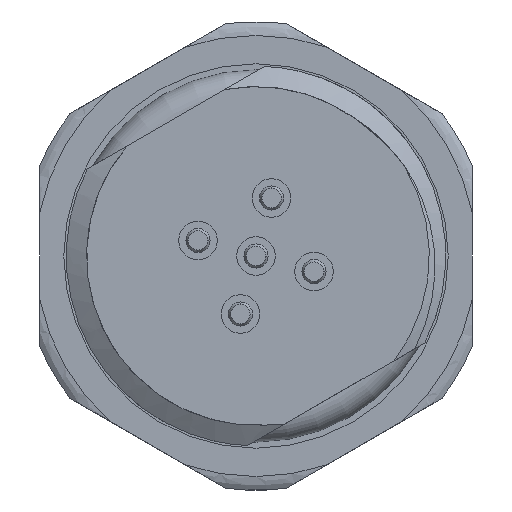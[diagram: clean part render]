
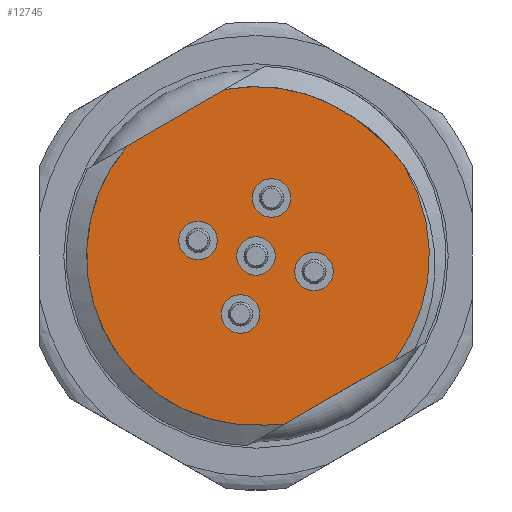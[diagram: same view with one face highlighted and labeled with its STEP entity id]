
A CAD part, front view. The second image highlights one B-rep face of the part: STEP entity #12745.
In plain terms, the highlighted planar face has unit normal (0, -1, 0).
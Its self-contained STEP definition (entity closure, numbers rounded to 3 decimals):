
#4377=CARTESIAN_POINT('',(0.,-8.,0.));
#4378=DIRECTION('',(0.,-1.,0.));
#4379=DIRECTION('',(0.585,0.,0.811));
#4380=AXIS2_PLACEMENT_3D('',#4377,#4378,#4379);
#4534=CARTESIAN_POINT('',(0.,-8.,0.));
#4535=DIRECTION('',(0.,-1.,0.));
#4536=DIRECTION('',(-0.759,0.,0.651));
#4537=AXIS2_PLACEMENT_3D('',#4534,#4535,#4536);
#4566=CARTESIAN_POINT('',(0.,-8.,0.));
#4567=DIRECTION('',(0.,1.,0.));
#4568=DIRECTION('',(0.858,0.,0.514));
#4569=AXIS2_PLACEMENT_3D('',#4566,#4567,#4568);
#4571=DIRECTION('',(0.866,0.,0.5));
#4572=VECTOR('',#4571,4.682);
#4573=CARTESIAN_POINT('',(-5.352,-8.,4.589));
#4574=LINE('',#4573,#4572);
#4575=DIRECTION('',(-0.866,0.,-0.5));
#4576=VECTOR('',#4575,5.284);
#4577=CARTESIAN_POINT('',(5.755,-8.,-4.356));
#4578=LINE('',#4577,#4576);
#4579=CARTESIAN_POINT('',(-0.647,-8.,-2.415));
#4580=DIRECTION('',(0.,-1.,0.));
#4581=DIRECTION('',(0.,0.,1.));
#4582=AXIS2_PLACEMENT_3D('',#4579,#4580,#4581);
#4584=CARTESIAN_POINT('',(-0.647,-8.,-2.415));
#4585=DIRECTION('',(0.,-1.,0.));
#4586=DIRECTION('',(0.,0.,-1.));
#4587=AXIS2_PLACEMENT_3D('',#4584,#4585,#4586);
#4653=CARTESIAN_POINT('',(-2.415,-8.,0.647));
#4654=DIRECTION('',(0.,-1.,0.));
#4655=DIRECTION('',(1.,0.,0.));
#4656=AXIS2_PLACEMENT_3D('',#4653,#4654,#4655);
#4658=CARTESIAN_POINT('',(-2.415,-8.,0.647));
#4659=DIRECTION('',(0.,-1.,0.));
#4660=DIRECTION('',(-1.,0.,0.));
#4661=AXIS2_PLACEMENT_3D('',#4658,#4659,#4660);
#4727=CARTESIAN_POINT('',(0.647,-8.,2.415));
#4728=DIRECTION('',(0.,-1.,0.));
#4729=DIRECTION('',(0.,0.,-1.));
#4730=AXIS2_PLACEMENT_3D('',#4727,#4728,#4729);
#4732=CARTESIAN_POINT('',(0.647,-8.,2.415));
#4733=DIRECTION('',(0.,-1.,0.));
#4734=DIRECTION('',(0.,0.,1.));
#4735=AXIS2_PLACEMENT_3D('',#4732,#4733,#4734);
#4801=CARTESIAN_POINT('',(2.415,-8.,-0.647));
#4802=DIRECTION('',(0.,-1.,0.));
#4803=DIRECTION('',(-1.,0.,0.));
#4804=AXIS2_PLACEMENT_3D('',#4801,#4802,#4803);
#4806=CARTESIAN_POINT('',(2.415,-8.,-0.647));
#4807=DIRECTION('',(0.,-1.,0.));
#4808=DIRECTION('',(1.,0.,0.));
#4809=AXIS2_PLACEMENT_3D('',#4806,#4807,#4808);
#4875=CARTESIAN_POINT('',(0.,-8.,0.));
#4876=DIRECTION('',(0.,-1.,0.));
#4877=DIRECTION('',(-1.,0.,0.));
#4878=AXIS2_PLACEMENT_3D('',#4875,#4876,#4877);
#4880=CARTESIAN_POINT('',(0.,-8.,0.));
#4881=DIRECTION('',(0.,-1.,0.));
#4882=DIRECTION('',(1.,0.,0.));
#4883=AXIS2_PLACEMENT_3D('',#4880,#4881,#4882);
#4965=CARTESIAN_POINT('',(4.126,-8.,5.717));
#4966=CARTESIAN_POINT('',(4.303,-8.,5.604));
#4967=CARTESIAN_POINT('',(4.638,-8.,5.368));
#4968=CARTESIAN_POINT('',(5.086,-8.,4.994));
#4969=CARTESIAN_POINT('',(5.49,-8.,4.597));
#4970=CARTESIAN_POINT('',(5.862,-8.,4.168));
#4971=CARTESIAN_POINT('',(6.086,-8.,3.864));
#4972=CARTESIAN_POINT('',(6.193,-8.,3.708));
#5047=CARTESIAN_POINT('',(1.18,-8.,-6.998));
#5048=CARTESIAN_POINT('',(1.047,-8.,-7.012));
#5049=CARTESIAN_POINT('',(0.783,-8.,-7.034));
#5050=CARTESIAN_POINT('',(0.518,-8.,-7.04));
#5051=CARTESIAN_POINT('',(0.385,-8.,-7.039));
#6140=CARTESIAN_POINT('',(-5.352,-8.,4.589));
#6141=CARTESIAN_POINT('',(-1.298,-8.,6.93));
#6142=VERTEX_POINT('',#6140);
#6143=VERTEX_POINT('',#6141);
#6144=CARTESIAN_POINT('',(5.755,-8.,-4.356));
#6145=CARTESIAN_POINT('',(1.18,-8.,-6.998));
#6146=VERTEX_POINT('',#6144);
#6147=VERTEX_POINT('',#6145);
#6273=CARTESIAN_POINT('',(4.126,-8.,5.717));
#6274=VERTEX_POINT('',#6273);
#6275=CARTESIAN_POINT('',(6.193,-8.,3.708));
#6276=VERTEX_POINT('',#6275);
#6277=VERTEX_POINT('',#5051);
#7124=CARTESIAN_POINT('',(-0.8,-8.,0.));
#7125=CARTESIAN_POINT('',(0.8,-8.,0.));
#7126=VERTEX_POINT('',#7124);
#7127=VERTEX_POINT('',#7125);
#7128=CARTESIAN_POINT('',(1.615,-8.,-0.647));
#7129=CARTESIAN_POINT('',(3.215,-8.,-0.647));
#7130=VERTEX_POINT('',#7128);
#7131=VERTEX_POINT('',#7129);
#7132=CARTESIAN_POINT('',(0.647,-8.,1.615));
#7133=CARTESIAN_POINT('',(0.647,-8.,3.215));
#7134=VERTEX_POINT('',#7132);
#7135=VERTEX_POINT('',#7133);
#7136=CARTESIAN_POINT('',(-1.615,-8.,0.647));
#7137=CARTESIAN_POINT('',(-3.215,-8.,0.647));
#7138=VERTEX_POINT('',#7136);
#7139=VERTEX_POINT('',#7137);
#7140=CARTESIAN_POINT('',(-0.647,-8.,-1.615));
#7141=CARTESIAN_POINT('',(-0.647,-8.,-3.215));
#7142=VERTEX_POINT('',#7140);
#7143=VERTEX_POINT('',#7141);
#12699=CARTESIAN_POINT('',(0.,-8.,0.));
#12700=DIRECTION('',(0.,-1.,0.));
#12701=DIRECTION('',(0.866,0.,0.5));
#12702=AXIS2_PLACEMENT_3D('',#12699,#12700,#12701);
#12703=PLANE('',#12702);
#12704=ORIENTED_EDGE('',*,*,#12473,.T.);
#12705=ORIENTED_EDGE('',*,*,#12551,.F.);
#12707=ORIENTED_EDGE('',*,*,#12706,.T.);
#12708=ORIENTED_EDGE('',*,*,#12692,.T.);
#12709=ORIENTED_EDGE('',*,*,#12681,.T.);
#12711=ORIENTED_EDGE('',*,*,#12710,.T.);
#12712=ORIENTED_EDGE('',*,*,#12608,.F.);
#12713=EDGE_LOOP('',(#12704,#12705,#12707,#12708,#12709,#12711,#12712));
#12714=FACE_OUTER_BOUND('',#12713,.F.);
#12716=ORIENTED_EDGE('',*,*,#12715,.T.);
#12718=ORIENTED_EDGE('',*,*,#12717,.T.);
#12719=EDGE_LOOP('',(#12716,#12718));
#12720=FACE_BOUND('',#12719,.F.);
#12722=ORIENTED_EDGE('',*,*,#12721,.T.);
#12724=ORIENTED_EDGE('',*,*,#12723,.T.);
#12725=EDGE_LOOP('',(#12722,#12724));
#12726=FACE_BOUND('',#12725,.F.);
#12728=ORIENTED_EDGE('',*,*,#12727,.T.);
#12730=ORIENTED_EDGE('',*,*,#12729,.T.);
#12731=EDGE_LOOP('',(#12728,#12730));
#12732=FACE_BOUND('',#12731,.F.);
#12734=ORIENTED_EDGE('',*,*,#12733,.T.);
#12736=ORIENTED_EDGE('',*,*,#12735,.T.);
#12737=EDGE_LOOP('',(#12734,#12736));
#12738=FACE_BOUND('',#12737,.F.);
#12740=ORIENTED_EDGE('',*,*,#12739,.T.);
#12742=ORIENTED_EDGE('',*,*,#12741,.T.);
#12743=EDGE_LOOP('',(#12740,#12742));
#12744=FACE_BOUND('',#12743,.F.);
#12745=ADVANCED_FACE('',(#12714,#12720,#12726,#12732,#12738,#12744),#12703,.T.);
#4381=CIRCLE('',#4380,7.05);
#4538=CIRCLE('',#4537,7.05);
#4570=CIRCLE('',#4569,7.218);
#4583=CIRCLE('',#4582,0.8);
#4588=CIRCLE('',#4587,0.8);
#4657=CIRCLE('',#4656,0.8);
#4662=CIRCLE('',#4661,0.8);
#4731=CIRCLE('',#4730,0.8);
#4736=CIRCLE('',#4735,0.8);
#4805=CIRCLE('',#4804,0.8);
#4810=CIRCLE('',#4809,0.8);
#4879=CIRCLE('',#4878,0.8);
#4884=CIRCLE('',#4883,0.8);
#4973=B_SPLINE_CURVE_WITH_KNOTS('',3,(#4965,#4966,#4967,#4968,#4969,#4970,#4971,
#4972),.UNSPECIFIED.,.F.,.F.,(4,1,1,1,1,4),(0.,0.2,0.4,0.6,0.8,1.),
.UNSPECIFIED.);
#5052=B_SPLINE_CURVE_WITH_KNOTS('',3,(#5047,#5048,#5049,#5050,#5051),
.UNSPECIFIED.,.F.,.F.,(4,1,4),(0.,0.5,1.),.UNSPECIFIED.);
#12473=EDGE_CURVE('',#6142,#6143,#4574,.T.);
#12551=EDGE_CURVE('',#6274,#6143,#4381,.T.);
#12608=EDGE_CURVE('',#6142,#6277,#4538,.T.);
#12681=EDGE_CURVE('',#6146,#6147,#4578,.T.);
#12692=EDGE_CURVE('',#6276,#6146,#4570,.T.);
#12706=EDGE_CURVE('',#6274,#6276,#4973,.T.);
#12710=EDGE_CURVE('',#6147,#6277,#5052,.T.);
#12715=EDGE_CURVE('',#7138,#7139,#4657,.T.);
#12717=EDGE_CURVE('',#7139,#7138,#4662,.T.);
#12721=EDGE_CURVE('',#7134,#7135,#4731,.T.);
#12723=EDGE_CURVE('',#7135,#7134,#4736,.T.);
#12727=EDGE_CURVE('',#7130,#7131,#4805,.T.);
#12729=EDGE_CURVE('',#7131,#7130,#4810,.T.);
#12733=EDGE_CURVE('',#7126,#7127,#4879,.T.);
#12735=EDGE_CURVE('',#7127,#7126,#4884,.T.);
#12739=EDGE_CURVE('',#7142,#7143,#4583,.T.);
#12741=EDGE_CURVE('',#7143,#7142,#4588,.T.);
